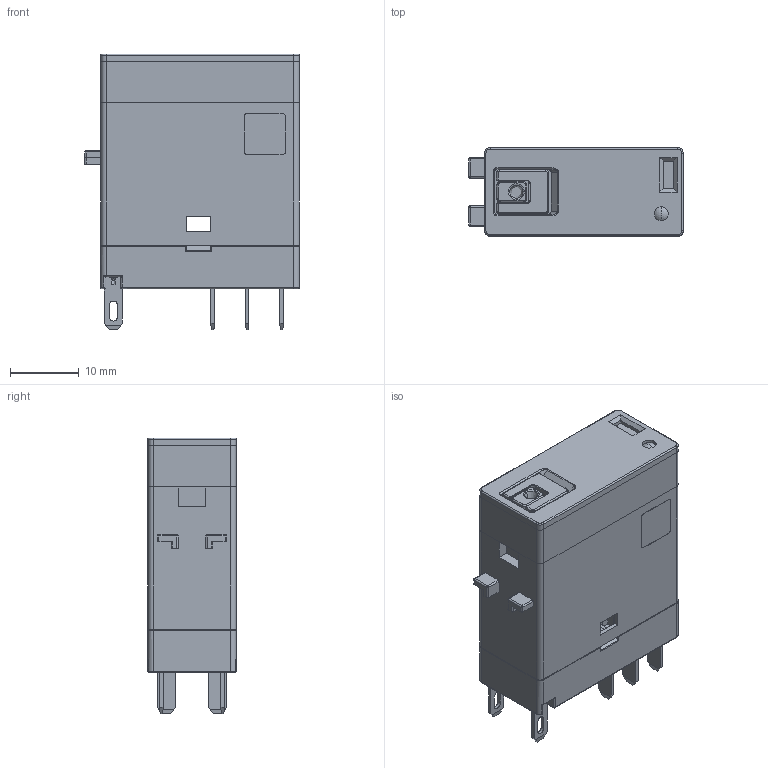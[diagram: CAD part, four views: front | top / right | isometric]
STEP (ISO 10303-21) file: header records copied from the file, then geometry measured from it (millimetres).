
FILE_DESCRIPTION (( 'STEP AP203' ), '1' );
FILE_NAME ('HF157F-XXX-2Z25FD1.STEP', '2024-12-23T11:59:48', ( '' ), ( '' ), 'SwSTEP 2.0', 'SolidWorks 2022', '' );
FILE_SCHEMA (( 'CONFIG_CONTROL_DESIGN' ));
Products named in the file (1): HF157F-XXX-2Z25FD1
Bounding box: 31.1 x 12.8 x 40 mm (x, y, z)
Volume: 5718.5 mm3; surface area: 9118.5 mm2
Topology: 14 solids, 14 shells, 1784 faces, 4623 edges, 2793 vertices
Faces by surface type: plane 798, cylinder 664, torus 128, sphere 101, bspline 84, cone 9
Entity records: 54820 total; most frequent: CARTESIAN_POINT 12176, ORIENTED_EDGE 9044, DIRECTION 8754, EDGE_CURVE 4522, AXIS2_PLACEMENT_3D 2950, LINE 2854, VECTOR 2854, VERTEX_POINT 2791
